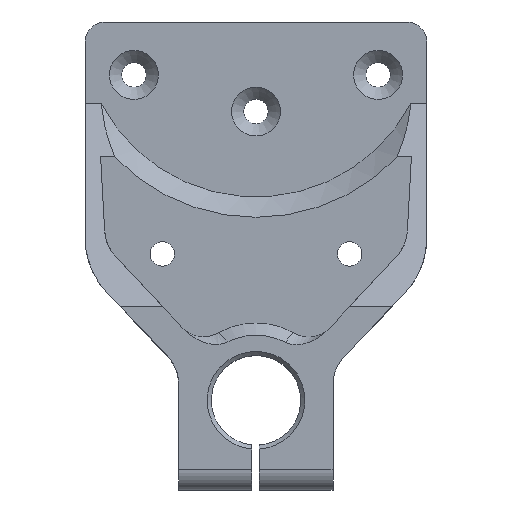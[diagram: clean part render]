
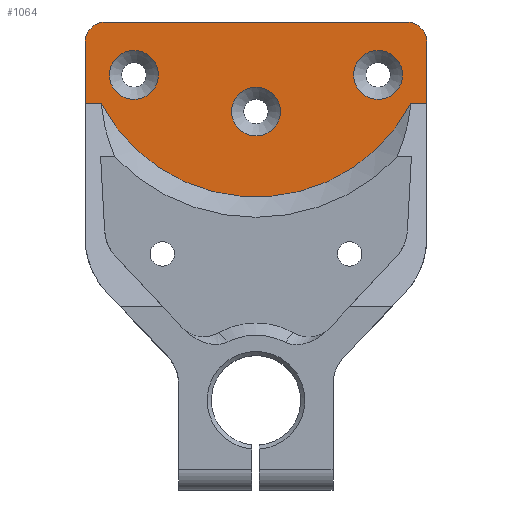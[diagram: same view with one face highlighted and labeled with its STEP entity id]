
A CAD part, top view. The second image highlights one B-rep face of the part: STEP entity #1064.
In plain terms, the highlighted planar face has unit normal (0, 0, 1).
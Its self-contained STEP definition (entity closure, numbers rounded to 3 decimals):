
#40=FACE_BOUND('',#150,.T.);
#41=FACE_BOUND('',#151,.T.);
#42=FACE_BOUND('',#152,.T.);
#59=PLANE('',#1152);
#86=FACE_OUTER_BOUND('',#149,.T.);
#149=EDGE_LOOP('',(#765,#766,#767,#768,#769,#770,#771,#772));
#150=EDGE_LOOP('',(#773));
#151=EDGE_LOOP('',(#774));
#152=EDGE_LOOP('',(#775));
#226=CIRCLE('',#1148,5.);
#227=CIRCLE('',#1151,5.);
#228=CIRCLE('',#1153,43.);
#229=CIRCLE('',#1154,6.);
#230=CIRCLE('',#1155,6.);
#231=CIRCLE('',#1156,6.);
#288=LINE('',#1637,#374);
#293=LINE('',#1648,#379);
#295=LINE('',#1655,#381);
#296=LINE('',#1658,#382);
#297=LINE('',#1659,#383);
#374=VECTOR('',#1304,10.);
#379=VECTOR('',#1315,10.);
#381=VECTOR('',#1323,10.);
#382=VECTOR('',#1326,10.);
#383=VECTOR('',#1327,10.);
#476=VERTEX_POINT('',#1634);
#477=VERTEX_POINT('',#1636);
#478=VERTEX_POINT('',#1640);
#479=VERTEX_POINT('',#1641);
#480=VERTEX_POINT('',#1646);
#481=VERTEX_POINT('',#1650);
#482=VERTEX_POINT('',#1654);
#483=VERTEX_POINT('',#1656);
#484=VERTEX_POINT('',#1660);
#485=VERTEX_POINT('',#1662);
#486=VERTEX_POINT('',#1664);
#585=EDGE_CURVE('',#476,#477,#288,.T.);
#587=EDGE_CURVE('',#478,#479,#226,.T.);
#591=EDGE_CURVE('',#480,#478,#293,.T.);
#592=EDGE_CURVE('',#481,#476,#227,.T.);
#594=EDGE_CURVE('',#482,#480,#295,.T.);
#595=EDGE_CURVE('',#482,#483,#228,.T.);
#596=EDGE_CURVE('',#477,#483,#296,.T.);
#597=EDGE_CURVE('',#479,#481,#297,.T.);
#598=EDGE_CURVE('',#484,#484,#229,.T.);
#599=EDGE_CURVE('',#485,#485,#230,.T.);
#600=EDGE_CURVE('',#486,#486,#231,.T.);
#765=ORIENTED_EDGE('',*,*,#587,.F.);
#766=ORIENTED_EDGE('',*,*,#591,.F.);
#767=ORIENTED_EDGE('',*,*,#594,.F.);
#768=ORIENTED_EDGE('',*,*,#595,.T.);
#769=ORIENTED_EDGE('',*,*,#596,.F.);
#770=ORIENTED_EDGE('',*,*,#585,.F.);
#771=ORIENTED_EDGE('',*,*,#592,.F.);
#772=ORIENTED_EDGE('',*,*,#597,.F.);
#773=ORIENTED_EDGE('',*,*,#598,.T.);
#774=ORIENTED_EDGE('',*,*,#599,.T.);
#775=ORIENTED_EDGE('',*,*,#600,.T.);
#1064=ADVANCED_FACE('',(#86,#40,#41,#42),#59,.T.);
#1148=AXIS2_PLACEMENT_3D('',#1642,#1308,#1309);
#1151=AXIS2_PLACEMENT_3D('',#1651,#1318,#1319);
#1152=AXIS2_PLACEMENT_3D('',#1653,#1321,#1322);
#1153=AXIS2_PLACEMENT_3D('',#1657,#1324,#1325);
#1154=AXIS2_PLACEMENT_3D('',#1661,#1328,#1329);
#1155=AXIS2_PLACEMENT_3D('',#1663,#1330,#1331);
#1156=AXIS2_PLACEMENT_3D('',#1665,#1332,#1333);
#1304=DIRECTION('',(0.,-1.,0.));
#1308=DIRECTION('center_axis',(0.,0.,-1.));
#1309=DIRECTION('ref_axis',(-0.707,0.707,0.));
#1315=DIRECTION('',(0.,1.,0.));
#1318=DIRECTION('center_axis',(0.,0.,-1.));
#1319=DIRECTION('ref_axis',(0.707,0.707,0.));
#1321=DIRECTION('center_axis',(0.,0.,1.));
#1322=DIRECTION('ref_axis',(-1.,0.,0.));
#1323=DIRECTION('',(-1.,0.,0.));
#1324=DIRECTION('center_axis',(0.,0.,1.));
#1325=DIRECTION('ref_axis',(1.,0.,0.));
#1326=DIRECTION('',(-1.,0.,0.));
#1327=DIRECTION('',(1.,0.,0.));
#1328=DIRECTION('center_axis',(0.,0.,-1.));
#1329=DIRECTION('ref_axis',(1.,0.,0.));
#1330=DIRECTION('center_axis',(0.,0.,-1.));
#1331=DIRECTION('ref_axis',(1.,0.,0.));
#1332=DIRECTION('center_axis',(0.,0.,-1.));
#1333=DIRECTION('ref_axis',(1.,0.,0.));
#1634=CARTESIAN_POINT('',(42.,45.,5.));
#1636=CARTESIAN_POINT('',(42.,30.,5.));
#1637=CARTESIAN_POINT('',(42.,19.5,5.));
#1640=CARTESIAN_POINT('',(-42.,45.,5.));
#1641=CARTESIAN_POINT('',(-37.,50.,5.));
#1642=CARTESIAN_POINT('Origin',(-37.,45.,5.));
#1646=CARTESIAN_POINT('',(-42.,30.,5.));
#1648=CARTESIAN_POINT('',(-42.,50.,5.));
#1650=CARTESIAN_POINT('',(37.,50.,5.));
#1651=CARTESIAN_POINT('Origin',(37.,45.,5.));
#1653=CARTESIAN_POINT('Origin',(0.,-7.5,5.));
#1654=CARTESIAN_POINT('',(-38.066,30.,5.));
#1655=CARTESIAN_POINT('',(42.,30.,5.));
#1656=CARTESIAN_POINT('',(38.066,30.,5.));
#1657=CARTESIAN_POINT('Origin',(0.,50.,5.));
#1658=CARTESIAN_POINT('',(42.,30.,5.));
#1659=CARTESIAN_POINT('',(42.,50.,5.));
#1660=CARTESIAN_POINT('',(-36.,37.,5.));
#1661=CARTESIAN_POINT('Origin',(-30.,37.,5.));
#1662=CARTESIAN_POINT('',(24.,37.,5.));
#1663=CARTESIAN_POINT('Origin',(30.,37.,5.));
#1664=CARTESIAN_POINT('',(-6.008,27.999,5.));
#1665=CARTESIAN_POINT('Origin',(-0.008,27.999,5.));
